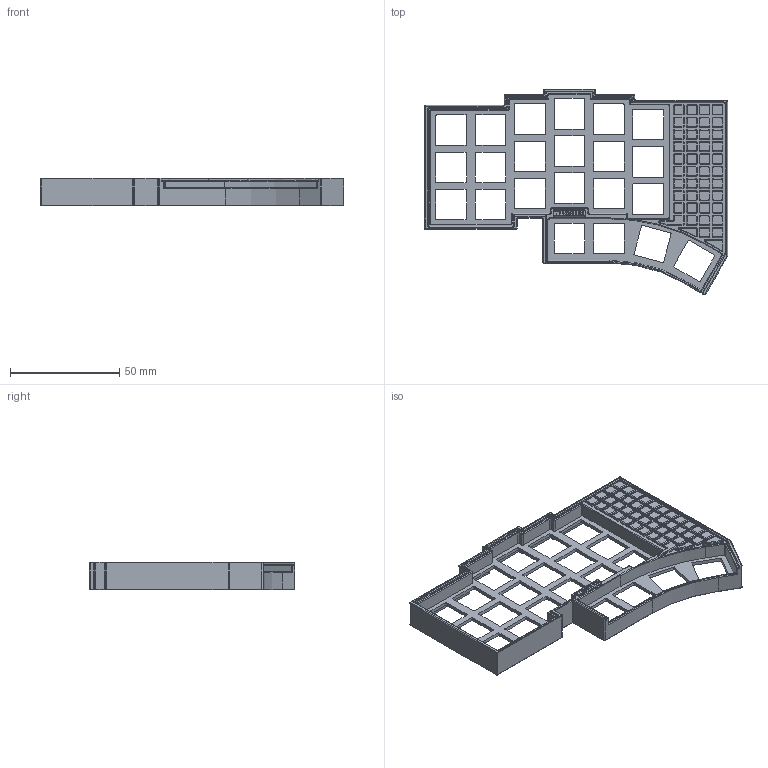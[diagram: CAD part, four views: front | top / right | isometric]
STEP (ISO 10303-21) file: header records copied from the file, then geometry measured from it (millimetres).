
FILE_DESCRIPTION (( 'STEP AP214' ), '1' );
FILE_NAME ('plate-top-left.STEP', '2025-01-28T07:15:19', ( '' ), ( '' ), 'SwSTEP 2.0', 'SolidWorks 2020', '' );
FILE_SCHEMA (( 'AUTOMOTIVE_DESIGN' ));
Length unit declared in the file: millimetre
Products named in the file (1): plate-top-left
Bounding box: 138.5 x 94.05 x 12.7 mm (x, y, z)
Volume: 19758.3 mm3; surface area: 25253.4 mm2
Topology: 1 solids, 1 shells, 1411 faces, 3506 edges, 2148 vertices
Faces by surface type: cylinder 620, plane 490, torus 273, bspline 21, cone 7
Entity records: 42918 total; most frequent: CARTESIAN_POINT 8262, DIRECTION 7760, ORIENTED_EDGE 7008, EDGE_CURVE 3504, AXIS2_PLACEMENT_3D 2916, VERTEX_POINT 2148, VECTOR 1928, LINE 1928
